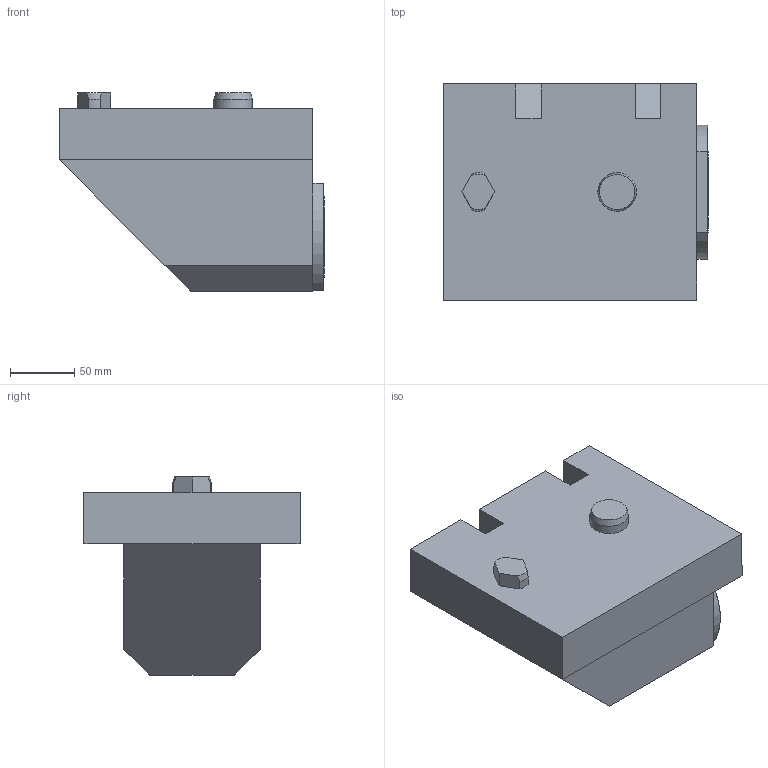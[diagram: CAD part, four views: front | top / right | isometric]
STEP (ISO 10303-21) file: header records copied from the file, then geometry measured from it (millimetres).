
FILE_DESCRIPTION(/* description */ (''),/* implementation_level */ '2;1');
FILE_NAME(/* name */ '1597322840377.stp',/* time_stamp */ '2020-08-13T14:47:29+02:00',/* author */ (''),/* organization */ ('SMS'),/* preprocessor_version */ 'ST-DEVELOPER v16.7',/* originating_system */ 'SIEMENS PLM Software NX 12.0',/* authorisation */ '');
FILE_SCHEMA (('AUTOMOTIVE_DESIGN { 1 0 10303 214 3 1 1 1 }'));
Length unit declared in the file: millimetre
Products named in the file (1): 201676539mod000_01
Bounding box: 206 x 168 x 154 mm (x, y, z)
Volume: 2873281.8 mm3; surface area: 148021.5 mm2
Topology: 1 solids, 1 shells, 51 faces, 124 edges, 84 vertices
Faces by surface type: plane 33, cone 11, cylinder 7
Full cylindrical faces by diameter (mm): 4 x1, 29.995 x1, 63 x1
Entity records: 1582 total; most frequent: CARTESIAN_POINT 336, DIRECTION 249, ORIENTED_EDGE 236, EDGE_CURVE 118, AXIS2_PLACEMENT_3D 85, VERTEX_POINT 79, LINE 79, VECTOR 79
